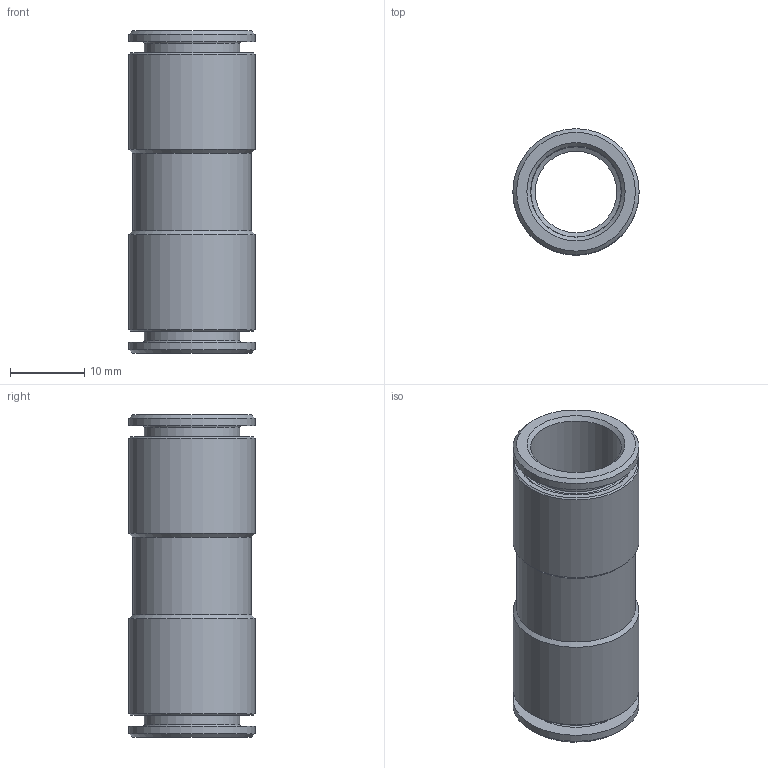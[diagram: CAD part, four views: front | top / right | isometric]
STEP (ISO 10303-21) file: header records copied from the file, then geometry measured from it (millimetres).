
FILE_DESCRIPTION(( 'RV.03.12.00.STP' ), '1');
FILE_NAME( 'RV.03.12.00.STP', '2018-10-09T16:06:27',( 'Sopra'),('sopra-pneumatic.com'), 'SwSTEP 2.0','SolidWorks 2009','' );
FILE_SCHEMA (('AUTOMOTIVE_DESIGN { 1 0 10303 214 1 1 1 1 }'));
Length unit declared in the file: millimetre
Products named in the file (4): Root; ONLINE_DR12-4; R200306
Assembly tree (3 placements, depth 2):
  Root
    ONLINE_DR12-4
    ONLINE_DR12-4
    R200306
Bounding box: 17 x 17 x 43.5 mm (x, y, z)
Volume: 3531.7 mm3; surface area: 6302.6 mm2
Topology: 3 solids, 3 shells, 50 faces, 94 edges, 56 vertices
Faces by surface type: cylinder 18, cone 16, plane 12, torus 4
Full cylindrical faces by diameter (mm): 11 x1, 12.15 x2, 12.25 x2, 12.9 x2, 13 x2, 14.2 x2, 14.5 x2, 16 x1, 17 x4
Entity records: 1598 total; most frequent: DIRECTION 212, CARTESIAN_POINT 156, AXIS2_PLACEMENT_3D 106, PRESENTATION_STYLE_ASSIGNMENT 103, COLOUR_RGB 101, DRAUGHTING_PRE_DEFINED_CURVE_FONT 100, CURVE_STYLE 100, OVER_RIDING_STYLED_ITEM 100
